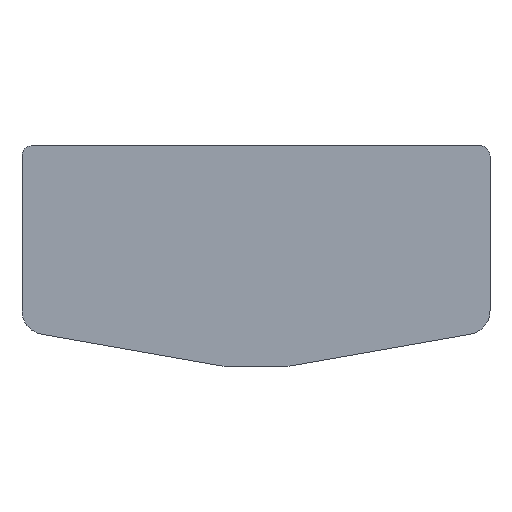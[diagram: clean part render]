
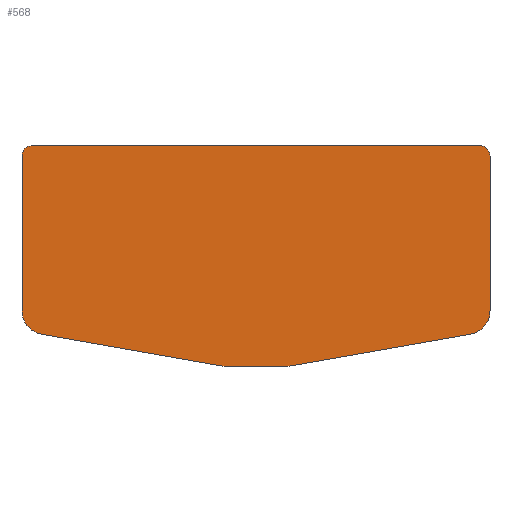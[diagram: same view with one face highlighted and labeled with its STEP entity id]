
A CAD part, top view. The second image highlights one B-rep face of the part: STEP entity #568.
In plain terms, the highlighted planar face has unit normal (0, 0, 1).
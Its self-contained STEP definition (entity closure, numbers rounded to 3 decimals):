
#568=ADVANCED_FACE('',(#766),#3252,.T.);
#766=FACE_OUTER_BOUND('',#964,.T.);
#964=EDGE_LOOP('',(#1863,#1864,#1865,#1866,#1867,#1868,#1869,#1870,#1871,
#1872,#1873,#1874));
#1863=ORIENTED_EDGE('',*,*,#2399,.T.);
#1864=ORIENTED_EDGE('',*,*,#2403,.T.);
#1865=ORIENTED_EDGE('',*,*,#2406,.T.);
#1866=ORIENTED_EDGE('',*,*,#2409,.T.);
#1867=ORIENTED_EDGE('',*,*,#2412,.T.);
#1868=ORIENTED_EDGE('',*,*,#2415,.T.);
#1869=ORIENTED_EDGE('',*,*,#2418,.T.);
#1870=ORIENTED_EDGE('',*,*,#2421,.T.);
#1871=ORIENTED_EDGE('',*,*,#2424,.T.);
#1872=ORIENTED_EDGE('',*,*,#2427,.T.);
#1873=ORIENTED_EDGE('',*,*,#2430,.T.);
#1874=ORIENTED_EDGE('',*,*,#2432,.T.);
#2399=EDGE_CURVE('',#3124,#3123,#2755,.T.);
#2403=EDGE_CURVE('',#3123,#3126,#2759,.T.);
#2406=EDGE_CURVE('',#3126,#3128,#2762,.T.);
#2409=EDGE_CURVE('',#3128,#3130,#2765,.T.);
#2412=EDGE_CURVE('',#3130,#3132,#2768,.T.);
#2415=EDGE_CURVE('',#3132,#3134,#2771,.T.);
#2418=EDGE_CURVE('',#3134,#3136,#2774,.T.);
#2421=EDGE_CURVE('',#3136,#3138,#2777,.T.);
#2424=EDGE_CURVE('',#3138,#3140,#2780,.T.);
#2427=EDGE_CURVE('',#3140,#3142,#2783,.T.);
#2430=EDGE_CURVE('',#3142,#3144,#2786,.T.);
#2432=EDGE_CURVE('',#3144,#3124,#2788,.T.);
#2755=(
BOUNDED_CURVE()
B_SPLINE_CURVE(2,(#5717,#5718,#5719),.UNSPECIFIED.,.F.,.F.)
B_SPLINE_CURVE_WITH_KNOTS((3,3),(439.697,1399.697),
 .UNSPECIFIED.)
CURVE()
GEOMETRIC_REPRESENTATION_ITEM()
RATIONAL_B_SPLINE_CURVE((1.,1.,1.))
REPRESENTATION_ITEM('')
);
#2759=(
BOUNDED_CURVE()
B_SPLINE_CURVE(2,(#5727,#5728,#5729),.UNSPECIFIED.,.F.,.F.)
B_SPLINE_CURVE_WITH_KNOTS((3,3),(1399.697,1435.825),
 .UNSPECIFIED.)
CURVE()
GEOMETRIC_REPRESENTATION_ITEM()
RATIONAL_B_SPLINE_CURVE((1.,0.707,1.))
REPRESENTATION_ITEM('')
);
#2762=(
BOUNDED_CURVE()
B_SPLINE_CURVE(2,(#5735,#5736,#5737),.UNSPECIFIED.,.F.,.F.)
B_SPLINE_CURVE_WITH_KNOTS((3,3),(1435.825,1768.184),
 .UNSPECIFIED.)
CURVE()
GEOMETRIC_REPRESENTATION_ITEM()
RATIONAL_B_SPLINE_CURVE((1.,1.,1.))
REPRESENTATION_ITEM('')
);
#2765=(
BOUNDED_CURVE()
B_SPLINE_CURVE(2,(#5743,#5744,#5745),.UNSPECIFIED.,.F.,.F.)
B_SPLINE_CURVE_WITH_KNOTS((3,3),(1768.184,1839.394),
 .UNSPECIFIED.)
CURVE()
GEOMETRIC_REPRESENTATION_ITEM()
RATIONAL_B_SPLINE_CURVE((1.,0.766,1.))
REPRESENTATION_ITEM('')
);
#2768=(
BOUNDED_CURVE()
B_SPLINE_CURVE(2,(#5751,#5752,#5753),.UNSPECIFIED.,.F.,.F.)
B_SPLINE_CURVE_WITH_KNOTS((3,3),(1839.394,2234.943),
 .UNSPECIFIED.)
CURVE()
GEOMETRIC_REPRESENTATION_ITEM()
RATIONAL_B_SPLINE_CURVE((1.,1.,1.))
REPRESENTATION_ITEM('')
);
#2771=(
BOUNDED_CURVE()
B_SPLINE_CURVE(2,(#5759,#5760,#5761),.UNSPECIFIED.,.F.,.F.)
B_SPLINE_CURVE_WITH_KNOTS((3,3),(2234.943,2243.321),
 .UNSPECIFIED.)
CURVE()
GEOMETRIC_REPRESENTATION_ITEM()
RATIONAL_B_SPLINE_CURVE((1.,0.996,1.))
REPRESENTATION_ITEM('')
);
#2774=(
BOUNDED_CURVE()
B_SPLINE_CURVE(2,(#5767,#5768,#5769),.UNSPECIFIED.,.F.,.F.)
B_SPLINE_CURVE_WITH_KNOTS((3,3),(2243.321,2369.282),
 .UNSPECIFIED.)
CURVE()
GEOMETRIC_REPRESENTATION_ITEM()
RATIONAL_B_SPLINE_CURVE((1.,1.,1.))
REPRESENTATION_ITEM('')
);
#2777=(
BOUNDED_CURVE()
B_SPLINE_CURVE(2,(#5775,#5776,#5777),.UNSPECIFIED.,.F.,.F.)
B_SPLINE_CURVE_WITH_KNOTS((3,3),(2369.282,2377.659),
 .UNSPECIFIED.)
CURVE()
GEOMETRIC_REPRESENTATION_ITEM()
RATIONAL_B_SPLINE_CURVE((1.,0.996,1.))
REPRESENTATION_ITEM('')
);
#2780=(
BOUNDED_CURVE()
B_SPLINE_CURVE(2,(#5783,#5784,#5785),.UNSPECIFIED.,.F.,.F.)
B_SPLINE_CURVE_WITH_KNOTS((3,3),(2377.659,2773.209),
 .UNSPECIFIED.)
CURVE()
GEOMETRIC_REPRESENTATION_ITEM()
RATIONAL_B_SPLINE_CURVE((1.,1.,1.))
REPRESENTATION_ITEM('')
);
#2783=(
BOUNDED_CURVE()
B_SPLINE_CURVE(2,(#5791,#5792,#5793),.UNSPECIFIED.,.F.,.F.)
B_SPLINE_CURVE_WITH_KNOTS((3,3),(2773.209,2844.419),
 .UNSPECIFIED.)
CURVE()
GEOMETRIC_REPRESENTATION_ITEM()
RATIONAL_B_SPLINE_CURVE((1.,0.766,1.))
REPRESENTATION_ITEM('')
);
#2786=(
BOUNDED_CURVE()
B_SPLINE_CURVE(2,(#5799,#5800,#5801),.UNSPECIFIED.,.F.,.F.)
B_SPLINE_CURVE_WITH_KNOTS((3,3),(2844.419,3176.778),
 .UNSPECIFIED.)
CURVE()
GEOMETRIC_REPRESENTATION_ITEM()
RATIONAL_B_SPLINE_CURVE((1.,1.,1.))
REPRESENTATION_ITEM('')
);
#2788=(
BOUNDED_CURVE()
B_SPLINE_CURVE(2,(#5805,#5806,#5807),.UNSPECIFIED.,.F.,.F.)
B_SPLINE_CURVE_WITH_KNOTS((3,3),(3176.778,3212.906),
 .UNSPECIFIED.)
CURVE()
GEOMETRIC_REPRESENTATION_ITEM()
RATIONAL_B_SPLINE_CURVE((1.,0.707,1.))
REPRESENTATION_ITEM('')
);
#3123=VERTEX_POINT('',#5690);
#3124=VERTEX_POINT('',#5691);
#3126=VERTEX_POINT('',#5693);
#3128=VERTEX_POINT('',#5695);
#3130=VERTEX_POINT('',#5697);
#3132=VERTEX_POINT('',#5699);
#3134=VERTEX_POINT('',#5701);
#3136=VERTEX_POINT('',#5703);
#3138=VERTEX_POINT('',#5705);
#3140=VERTEX_POINT('',#5707);
#3142=VERTEX_POINT('',#5709);
#3144=VERTEX_POINT('',#5711);
#3252=PLANE('',#3470);
#3470=AXIS2_PLACEMENT_3D('',#5687,#3552,$);
#3552=DIRECTION('',(0.,0.,1.));
#5687=CARTESIAN_POINT('',(-3436.629,1374.741,1396.));
#5690=CARTESIAN_POINT('',(-3287.879,1909.116,1396.));
#5691=CARTESIAN_POINT('',(-2327.879,1909.116,1396.));
#5693=CARTESIAN_POINT('',(-3310.879,1886.116,1396.));
#5695=CARTESIAN_POINT('',(-3310.879,1553.757,1396.));
#5697=CARTESIAN_POINT('',(-3268.735,1503.532,1396.));
#5699=CARTESIAN_POINT('',(-2879.195,1434.846,1396.));
#5701=CARTESIAN_POINT('',(-2870.86,1434.116,1396.));
#5703=CARTESIAN_POINT('',(-2744.899,1434.116,1396.));
#5705=CARTESIAN_POINT('',(-2736.564,1434.846,1396.));
#5707=CARTESIAN_POINT('',(-2347.023,1503.532,1396.));
#5709=CARTESIAN_POINT('',(-2304.879,1553.757,1396.));
#5711=CARTESIAN_POINT('',(-2304.879,1886.116,1396.));
#5717=CARTESIAN_POINT('',(-2327.879,1909.116,1396.));
#5718=CARTESIAN_POINT('',(-2807.879,1909.116,1396.));
#5719=CARTESIAN_POINT('',(-3287.879,1909.116,1396.));
#5727=CARTESIAN_POINT('',(-3287.879,1909.116,1396.));
#5728=CARTESIAN_POINT('',(-3310.879,1909.116,1396.));
#5729=CARTESIAN_POINT('',(-3310.879,1886.116,1396.));
#5735=CARTESIAN_POINT('',(-3310.879,1886.116,1396.));
#5736=CARTESIAN_POINT('',(-3310.879,1719.937,1396.));
#5737=CARTESIAN_POINT('',(-3310.879,1553.757,1396.));
#5743=CARTESIAN_POINT('',(-3310.879,1553.757,1396.));
#5744=CARTESIAN_POINT('',(-3310.879,1510.963,1396.));
#5745=CARTESIAN_POINT('',(-3268.735,1503.532,1396.));
#5751=CARTESIAN_POINT('',(-3268.735,1503.532,1396.));
#5752=CARTESIAN_POINT('',(-3073.965,1469.189,1396.));
#5753=CARTESIAN_POINT('',(-2879.195,1434.846,1396.));
#5759=CARTESIAN_POINT('',(-2879.195,1434.846,1396.));
#5760=CARTESIAN_POINT('',(-2875.059,1434.116,1396.));
#5761=CARTESIAN_POINT('',(-2870.86,1434.116,1396.));
#5767=CARTESIAN_POINT('',(-2870.86,1434.116,1396.));
#5768=CARTESIAN_POINT('',(-2807.879,1434.116,1396.));
#5769=CARTESIAN_POINT('',(-2744.899,1434.116,1396.));
#5775=CARTESIAN_POINT('',(-2744.899,1434.116,1396.));
#5776=CARTESIAN_POINT('',(-2740.699,1434.116,1396.));
#5777=CARTESIAN_POINT('',(-2736.564,1434.846,1396.));
#5783=CARTESIAN_POINT('',(-2736.564,1434.846,1396.));
#5784=CARTESIAN_POINT('',(-2541.794,1469.189,1396.));
#5785=CARTESIAN_POINT('',(-2347.023,1503.532,1396.));
#5791=CARTESIAN_POINT('',(-2347.023,1503.532,1396.));
#5792=CARTESIAN_POINT('',(-2304.879,1510.963,1396.));
#5793=CARTESIAN_POINT('',(-2304.879,1553.757,1396.));
#5799=CARTESIAN_POINT('',(-2304.879,1553.757,1396.));
#5800=CARTESIAN_POINT('',(-2304.879,1719.937,1396.));
#5801=CARTESIAN_POINT('',(-2304.879,1886.116,1396.));
#5805=CARTESIAN_POINT('',(-2304.879,1886.116,1396.));
#5806=CARTESIAN_POINT('',(-2304.879,1909.116,1396.));
#5807=CARTESIAN_POINT('',(-2327.879,1909.116,1396.));
